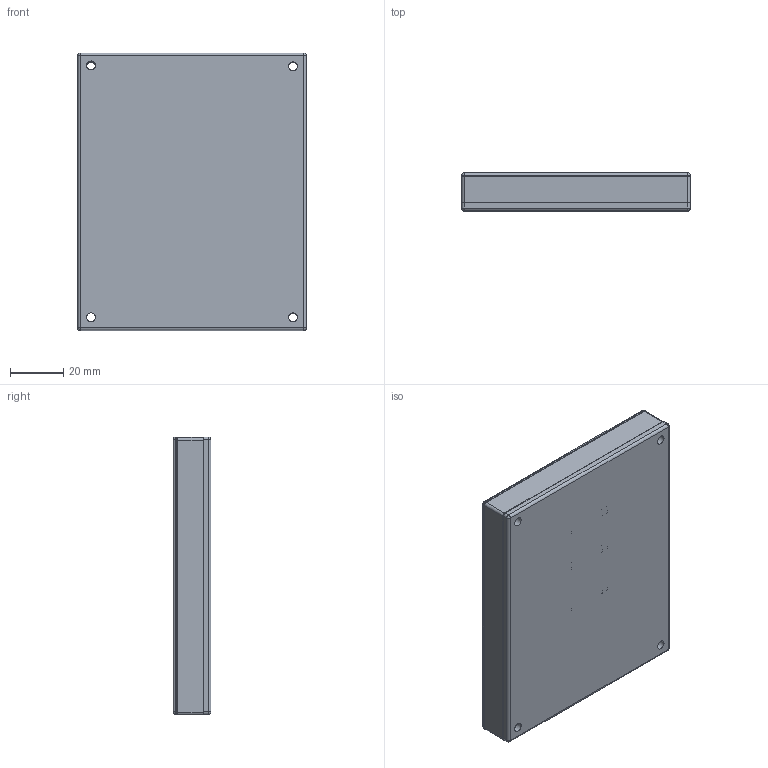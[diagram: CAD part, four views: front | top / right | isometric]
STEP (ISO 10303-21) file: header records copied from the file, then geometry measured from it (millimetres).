
FILE_DESCRIPTION(/* description */ (''),/* implementation_level */ '2;1');
FILE_NAME(/* name */ 'HACKGERS ASSEMBLE.step',/* time_stamp */ '2026-01-16T02:39:24+08:00',/* author */ (''),/* organization */ (''),/* preprocessor_version */ 'ST-DEVELOPER v20.1',/* originating_system */ 'Autodesk Translation Framework v14.21.0.0',/* authorisation */ '');
FILE_SCHEMA (('AUTOMOTIVE_DESIGN { 1 0 10303 214 3 1 1 }'));
Length unit declared in the file: millimetre
Products named in the file (6): 2026-01-16-02-14-34-477; 2026-01-16-01-05-34-489; 2026-01-16-01-08-34-949; New design 1; New design_PCB; D_DO-35_SOD27_P7.62mm_Horizontal
Assembly tree (13 placements, depth 3):
  2026-01-16-02-14-34-477
    2026-01-16-01-05-34-489
    2026-01-16-01-08-34-949
    New design 1
      D_DO-35_SOD27_P7.62mm_Horizontal  x9
      New design_PCB
Bounding box: 86.2 x 14.3 x 104.87 mm (x, y, z)
Volume: 77928.8 mm3; surface area: 60018.2 mm2
Topology: 22 solids, 22 shells, 589 faces, 1539 edges, 1012 vertices
Faces by surface type: cylinder 363, plane 182, torus 36, sphere 8
Full cylindrical faces by diameter (mm): 0.5 x27, 0.8 x18, 1 x24, 1.5 x18, 1.7 x18, 2 x18, 2.02 x9, 3.4 x12, 4 x9, 6 x2
Entity records: 16094 total; most frequent: DIRECTION 2915, CARTESIAN_POINT 2663, ORIENTED_EDGE 2630, EDGE_CURVE 1315, AXIS2_PLACEMENT_3D 1120, VERTEX_POINT 868, EDGE_LOOP 721, LINE 675
